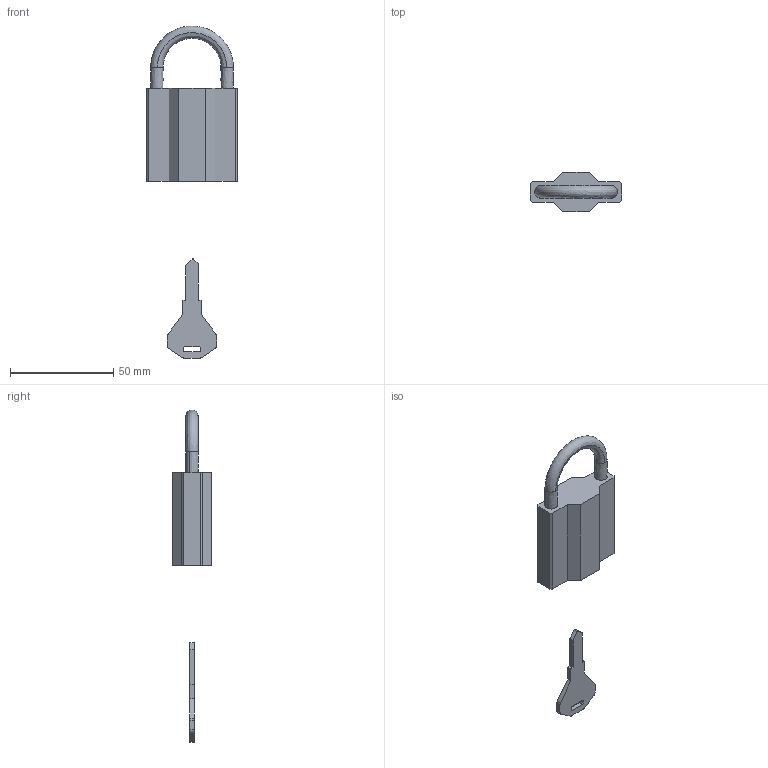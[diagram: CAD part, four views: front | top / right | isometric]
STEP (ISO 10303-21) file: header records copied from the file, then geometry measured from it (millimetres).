
FILE_DESCRIPTION((''),'2;1');
FILE_NAME('','2005-07-15T16:12:44',(''),(''),'','CADfix','');
FILE_SCHEMA(('AUTOMOTIVE_DESIGN'));
Length unit declared in the file: millimetre
Products named in the file (5): shackle; lock; key; body; TL_285J_1_4921_36
Assembly tree (4 placements, depth 2):
  TL_285J_1_4921_36
    shackle
    lock
    key
    body
Bounding box: 44 x 19 x 160.53 mm (x, y, z)
Volume: 29968.3 mm3; surface area: 14827.3 mm2
Topology: 4 solids, 4 shells, 104 faces, 303 edges, 217 vertices
Faces by surface type: bspline 104
Entity records: 3704 total; most frequent: CARTESIAN_POINT 1878, ORIENTED_EDGE 606, EDGE_CURVE 303, VERTEX_POINT 217, QUASI_UNIFORM_CURVE 162, EDGE_LOOP 118, FACE_OUTER_BOUND 104, ADVANCED_FACE 104
